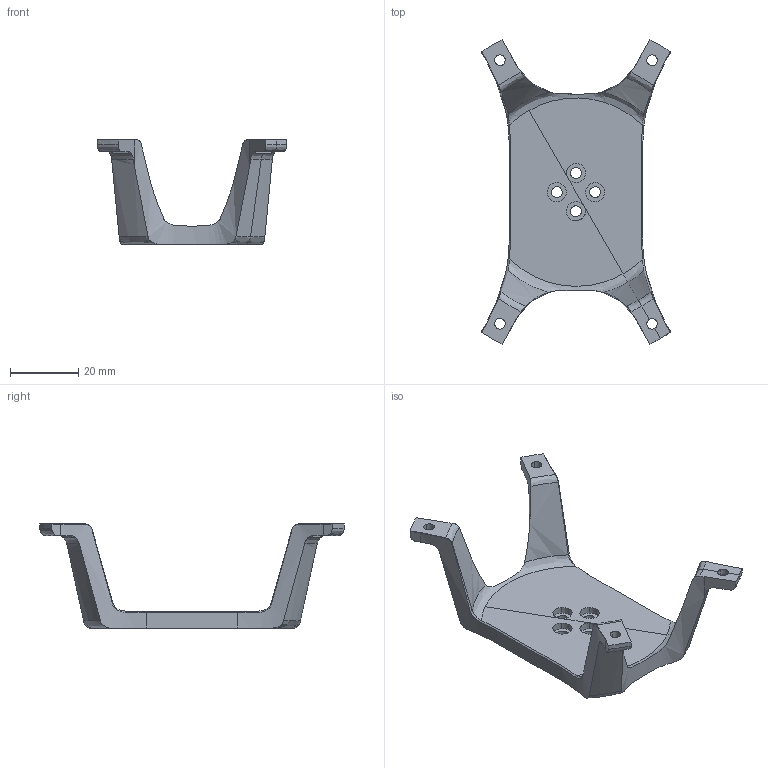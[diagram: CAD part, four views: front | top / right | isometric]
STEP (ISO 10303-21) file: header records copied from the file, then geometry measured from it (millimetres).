
FILE_DESCRIPTION(/* description */ (''),/* implementation_level */ '2;1');
FILE_NAME(/* name */ 'Camera_Mount_Claw',/* time_stamp */ '2024-11-12T15:44:10+01:00',/* author */ (''),/* organization */ (''),/* preprocessor_version */ 'ST-DEVELOPER v19.2',/* originating_system */ 'Rhino 8.12',/* authorisation */ '');
FILE_SCHEMA (('CONFIG_CONTROL_DESIGN'));
Length unit declared in the file: millimetre
Products named in the file (1): Document
Bounding box: 55.44 x 89.02 x 30.5 mm (x, y, z)
Volume: 16782.4 mm3; surface area: 9612.1 mm2
Topology: 1 solids, 1 shells, 142 faces, 384 edges, 245 vertices
Faces by surface type: bspline 65, plane 44, cylinder 33
Entity records: 6154 total; most frequent: CARTESIAN_POINT 3133, ORIENTED_EDGE 768, EDGE_CURVE 384, DIRECTION 323, VERTEX_POINT 245, B_SPLINE_CURVE_WITH_KNOTS 216, AXIS2_PLACEMENT_3D 200, EDGE_LOOP 159
